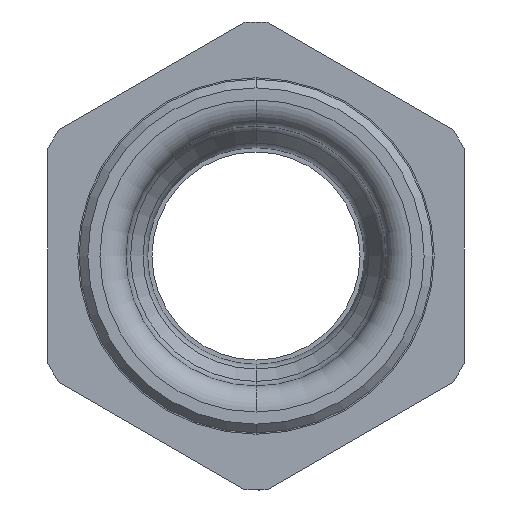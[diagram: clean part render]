
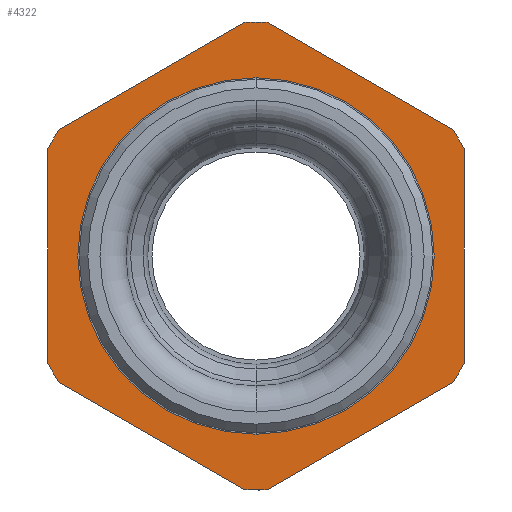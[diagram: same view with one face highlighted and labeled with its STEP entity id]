
A CAD part, front view. The second image highlights one B-rep face of the part: STEP entity #4322.
In plain terms, the highlighted planar face has unit normal (0, -1, 0).
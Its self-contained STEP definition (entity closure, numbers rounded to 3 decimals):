
#148 = CARTESIAN_POINT ( 'NONE',  ( -13.5, -6.75, 0. ) ) ;
#312 = ORIENTED_EDGE ( 'NONE', *, *, #3373, .F. ) ;
#324 = VECTOR ( 'NONE', #3227, 1000. ) ;
#436 = DIRECTION ( 'NONE',  ( 0., 0., -1. ) ) ;
#457 = EDGE_CURVE ( 'NONE', #6529, #5724, #7129, .T. ) ;
#461 = DIRECTION ( 'NONE',  ( 0., 1., 0. ) ) ;
#546 = VERTEX_POINT ( 'NONE', #10183 ) ;
#672 = ORIENTED_EDGE ( 'NONE', *, *, #5297, .F. ) ;
#731 = AXIS2_PLACEMENT_3D ( 'NONE', #6673, #1371, #7549 ) ;
#771 = CARTESIAN_POINT ( 'NONE',  ( -0.644, -6.75, 13.485 ) ) ;
#801 = VERTEX_POINT ( 'NONE', #11473 ) ;
#912 = VERTEX_POINT ( 'NONE', #10215 ) ;
#973 = LINE ( 'NONE', #3170, #10093 ) ;
#1023 = DIRECTION ( 'NONE',  ( 0., 0., -1. ) ) ;
#1218 = DIRECTION ( 'NONE',  ( 0., 1., 0. ) ) ;
#1259 = DIRECTION ( 'NONE',  ( 0., 1., 0. ) ) ;
#1350 = VERTEX_POINT ( 'NONE', #1419 ) ;
#1371 = DIRECTION ( 'NONE',  ( 0., 1., 0. ) ) ;
#1419 = CARTESIAN_POINT ( 'NONE',  ( 11.356, -6.75, -7.3 ) ) ;
#1567 = VERTEX_POINT ( 'NONE', #9575 ) ;
#1593 = DIRECTION ( 'NONE',  ( 0., 1., 0. ) ) ;
#1639 = EDGE_CURVE ( 'NONE', #1567, #7916, #8644, .T. ) ;
#1795 = VERTEX_POINT ( 'NONE', #2065 ) ;
#1857 = AXIS2_PLACEMENT_3D ( 'NONE', #6880, #1593, #7758 ) ;
#1924 = CARTESIAN_POINT ( 'NONE',  ( -12., -6.75, -6.185 ) ) ;
#2055 = CARTESIAN_POINT ( 'NONE',  ( -12., -6.75, 6.185 ) ) ;
#2065 = CARTESIAN_POINT ( 'NONE',  ( 0.644, -6.75, -13.485 ) ) ;
#2090 = EDGE_CURVE ( 'NONE', #7289, #6529, #7651, .T. ) ;
#2188 = AXIS2_PLACEMENT_3D ( 'NONE', #5763, #461, #6651 ) ;
#2212 = CARTESIAN_POINT ( 'NONE',  ( 0., -6.75, 13.5 ) ) ;
#2288 = ORIENTED_EDGE ( 'NONE', *, *, #2090, .F. ) ;
#2293 = CARTESIAN_POINT ( 'NONE',  ( 0., -6.75, 0. ) ) ;
#2304 = CARTESIAN_POINT ( 'NONE',  ( 11.356, -6.75, 7.3 ) ) ;
#2476 = LINE ( 'NONE', #4804, #6884 ) ;
#2505 = ORIENTED_EDGE ( 'NONE', *, *, #4612, .F. ) ;
#2509 = CIRCLE ( 'NONE', #2188, 13.5 ) ;
#2542 = AXIS2_PLACEMENT_3D ( 'NONE', #3292, #9452, #4190 ) ;
#2749 = AXIS2_PLACEMENT_3D ( 'NONE', #148, #9838, #1023 ) ;
#2755 = CARTESIAN_POINT ( 'NONE',  ( 0., -6.75, -10.28 ) ) ;
#3059 = ORIENTED_EDGE ( 'NONE', *, *, #4511, .T. ) ;
#3170 = CARTESIAN_POINT ( 'NONE',  ( -12., -6.75, 6.928 ) ) ;
#3178 = DIRECTION ( 'NONE',  ( 0., 0., 1. ) ) ;
#3227 = DIRECTION ( 'NONE',  ( -0.866, 0., 0.5 ) ) ;
#3292 = CARTESIAN_POINT ( 'NONE',  ( 0., -6.75, 0. ) ) ;
#3341 = EDGE_CURVE ( 'NONE', #8366, #546, #2509, .T. ) ;
#3373 = EDGE_CURVE ( 'NONE', #7916, #9077, #4563, .T. ) ;
#3385 = ORIENTED_EDGE ( 'NONE', *, *, #1639, .F. ) ;
#3565 = CARTESIAN_POINT ( 'NONE',  ( 0., -6.75, 0. ) ) ;
#4190 = DIRECTION ( 'NONE',  ( 0., 0., 1. ) ) ;
#4270 = CARTESIAN_POINT ( 'NONE',  ( 12., -6.75, 6.185 ) ) ;
#4296 = VERTEX_POINT ( 'NONE', #2755 ) ;
#4322 = ADVANCED_FACE ( 'NONE', ( #4685, #11475 ), #10740, .T. ) ;
#4380 = ORIENTED_EDGE ( 'NONE', *, *, #5430, .F. ) ;
#4440 = EDGE_CURVE ( 'NONE', #8455, #1567, #8259, .T. ) ;
#4454 = DIRECTION ( 'NONE',  ( 0., 0., -1. ) ) ;
#4506 = DIRECTION ( 'NONE',  ( 0., 1., 0. ) ) ;
#4511 = EDGE_CURVE ( 'NONE', #912, #4296, #10062, .T. ) ;
#4563 = CIRCLE ( 'NONE', #7495, 13.5 ) ;
#4612 = EDGE_CURVE ( 'NONE', #1795, #7289, #5106, .T. ) ;
#4685 = FACE_BOUND ( 'NONE', #6582, .T. ) ;
#4804 = CARTESIAN_POINT ( 'NONE',  ( -12., -6.75, -6.928 ) ) ;
#5106 = CIRCLE ( 'NONE', #2542, 13.5 ) ;
#5230 = CIRCLE ( 'NONE', #6006, 10.28 ) ;
#5297 = EDGE_CURVE ( 'NONE', #5724, #8366, #2476, .T. ) ;
#5344 = VECTOR ( 'NONE', #436, 1000. ) ;
#5430 = EDGE_CURVE ( 'NONE', #8634, #8455, #8680, .T. ) ;
#5474 = ORIENTED_EDGE ( 'NONE', *, *, #457, .F. ) ;
#5514 = ORIENTED_EDGE ( 'NONE', *, *, #7393, .F. ) ;
#5609 = EDGE_CURVE ( 'NONE', #4296, #912, #5230, .T. ) ;
#5724 = VERTEX_POINT ( 'NONE', #1924 ) ;
#5731 = CARTESIAN_POINT ( 'NONE',  ( 12., -6.75, 6.928 ) ) ;
#5763 = CARTESIAN_POINT ( 'NONE',  ( 0., -6.75, 0. ) ) ;
#6006 = AXIS2_PLACEMENT_3D ( 'NONE', #3565, #9723, #4454 ) ;
#6066 = CARTESIAN_POINT ( 'NONE',  ( 0., -6.75, 13.856 ) ) ;
#6279 = VECTOR ( 'NONE', #7903, 1000. ) ;
#6527 = CARTESIAN_POINT ( 'NONE',  ( 0., -6.75, 0. ) ) ;
#6529 = VERTEX_POINT ( 'NONE', #8510 ) ;
#6564 = CARTESIAN_POINT ( 'NONE',  ( 0., -6.75, 0. ) ) ;
#6582 = EDGE_LOOP ( 'NONE', ( #10073, #3059 ) ) ;
#6651 = DIRECTION ( 'NONE',  ( 0., 0., 1. ) ) ;
#6673 = CARTESIAN_POINT ( 'NONE',  ( 0., -6.75, 0. ) ) ;
#6880 = CARTESIAN_POINT ( 'NONE',  ( 0., -6.75, 0. ) ) ;
#6884 = VECTOR ( 'NONE', #8342, 1000. ) ;
#6938 = ORIENTED_EDGE ( 'NONE', *, *, #7721, .F. ) ;
#7030 = EDGE_CURVE ( 'NONE', #9077, #801, #7112, .T. ) ;
#7112 = LINE ( 'NONE', #5731, #5344 ) ;
#7129 = CIRCLE ( 'NONE', #10481, 13.5 ) ;
#7247 = ORIENTED_EDGE ( 'NONE', *, *, #4440, .F. ) ;
#7289 = VERTEX_POINT ( 'NONE', #9637 ) ;
#7393 = EDGE_CURVE ( 'NONE', #801, #1350, #8062, .T. ) ;
#7396 = DIRECTION ( 'NONE',  ( 0., 0., 1. ) ) ;
#7428 = DIRECTION ( 'NONE',  ( 0., 0., 1. ) ) ;
#7495 = AXIS2_PLACEMENT_3D ( 'NONE', #2293, #8468, #3178 ) ;
#7549 = DIRECTION ( 'NONE',  ( 0., 0., -1. ) ) ;
#7651 = LINE ( 'NONE', #8514, #324 ) ;
#7682 = CARTESIAN_POINT ( 'NONE',  ( 12., -6.75, -6.928 ) ) ;
#7721 = EDGE_CURVE ( 'NONE', #1350, #1795, #9738, .T. ) ;
#7758 = DIRECTION ( 'NONE',  ( 0., 0., 1. ) ) ;
#7903 = DIRECTION ( 'NONE',  ( 0.866, 0., -0.5 ) ) ;
#7916 = VERTEX_POINT ( 'NONE', #2304 ) ;
#8062 = CIRCLE ( 'NONE', #10615, 13.5 ) ;
#8259 = CIRCLE ( 'NONE', #9832, 13.5 ) ;
#8342 = DIRECTION ( 'NONE',  ( 0., 0., 1. ) ) ;
#8366 = VERTEX_POINT ( 'NONE', #2055 ) ;
#8455 = VERTEX_POINT ( 'NONE', #2212 ) ;
#8468 = DIRECTION ( 'NONE',  ( 0., 1., 0. ) ) ;
#8510 = CARTESIAN_POINT ( 'NONE',  ( -11.356, -6.75, -7.3 ) ) ;
#8514 = CARTESIAN_POINT ( 'NONE',  ( 0., -6.75, -13.856 ) ) ;
#8634 = VERTEX_POINT ( 'NONE', #771 ) ;
#8644 = LINE ( 'NONE', #6066, #6279 ) ;
#8680 = CIRCLE ( 'NONE', #1857, 13.5 ) ;
#8750 = ORIENTED_EDGE ( 'NONE', *, *, #3341, .F. ) ;
#8754 = EDGE_LOOP ( 'NONE', ( #5514, #9415, #312, #3385, #7247, #4380, #9978, #8750, #672, #5474, #2288, #2505, #6938 ) ) ;
#9077 = VERTEX_POINT ( 'NONE', #4270 ) ;
#9336 = DIRECTION ( 'NONE',  ( 0.866, 0., 0.5 ) ) ;
#9415 = ORIENTED_EDGE ( 'NONE', *, *, #7030, .F. ) ;
#9452 = DIRECTION ( 'NONE',  ( 0., 1., 0. ) ) ;
#9575 = CARTESIAN_POINT ( 'NONE',  ( 0.644, -6.75, 13.485 ) ) ;
#9637 = CARTESIAN_POINT ( 'NONE',  ( -0.644, -6.75, -13.485 ) ) ;
#9723 = DIRECTION ( 'NONE',  ( 0., 1., 0. ) ) ;
#9738 = LINE ( 'NONE', #7682, #10013 ) ;
#9779 = CARTESIAN_POINT ( 'NONE',  ( 0., -6.75, 0. ) ) ;
#9832 = AXIS2_PLACEMENT_3D ( 'NONE', #6564, #1259, #7428 ) ;
#9838 = DIRECTION ( 'NONE',  ( 0., -1., 0. ) ) ;
#9978 = ORIENTED_EDGE ( 'NONE', *, *, #10506, .F. ) ;
#10013 = VECTOR ( 'NONE', #11264, 1000. ) ;
#10062 = CIRCLE ( 'NONE', #731, 10.28 ) ;
#10073 = ORIENTED_EDGE ( 'NONE', *, *, #5609, .T. ) ;
#10093 = VECTOR ( 'NONE', #9336, 1000. ) ;
#10183 = CARTESIAN_POINT ( 'NONE',  ( -11.356, -6.75, 7.3 ) ) ;
#10215 = CARTESIAN_POINT ( 'NONE',  ( 0., -6.75, 10.28 ) ) ;
#10481 = AXIS2_PLACEMENT_3D ( 'NONE', #6527, #1218, #7396 ) ;
#10506 = EDGE_CURVE ( 'NONE', #546, #8634, #973, .T. ) ;
#10615 = AXIS2_PLACEMENT_3D ( 'NONE', #9779, #4506, #10682 ) ;
#10682 = DIRECTION ( 'NONE',  ( 0., 0., 1. ) ) ;
#10740 = PLANE ( 'NONE',  #2749 ) ;
#11264 = DIRECTION ( 'NONE',  ( -0.866, 0., -0.5 ) ) ;
#11473 = CARTESIAN_POINT ( 'NONE',  ( 12., -6.75, -6.185 ) ) ;
#11475 = FACE_OUTER_BOUND ( 'NONE', #8754, .T. ) ;
